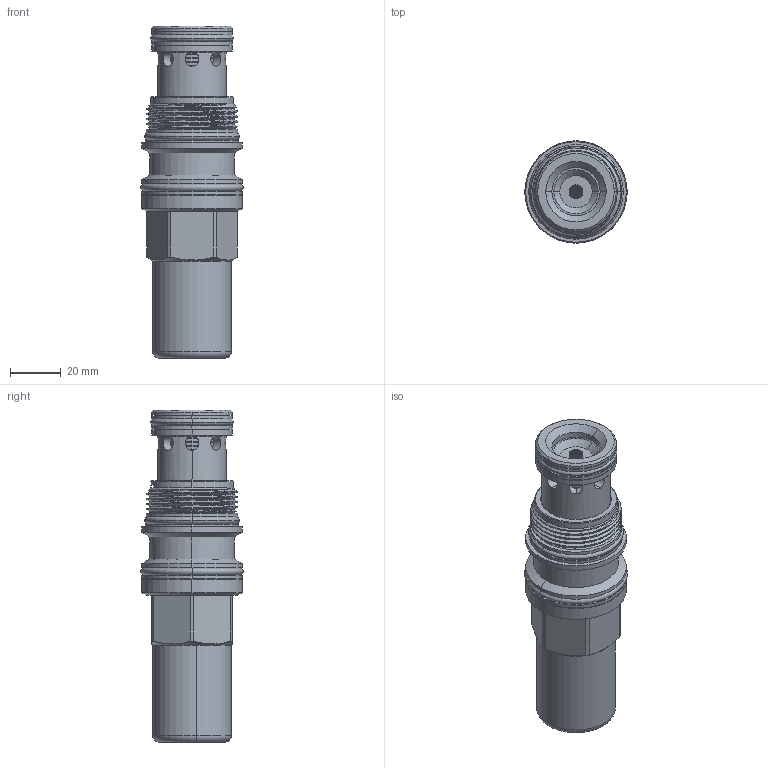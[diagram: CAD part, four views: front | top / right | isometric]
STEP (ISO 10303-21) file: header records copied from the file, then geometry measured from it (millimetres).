
FILE_DESCRIPTION (( 'STEP AP203' ), '1' );
FILE_NAME ('SQ17A30-C.STEP', '2020-03-25T02:21:03', ( '' ), ( '' ), 'SwSTEP 2.0', 'SolidWorks 2018', '' );
FILE_SCHEMA (( 'CONFIG_CONTROL_DESIGN' ));
Products named in the file (1): SQ17A30-C
Bounding box: 40.39 x 40.39 x 130.95 mm (x, y, z)
Volume: 94650.6 mm3; surface area: 32000.1 mm2
Topology: 8 solids, 11 shells, 822 faces, 2307 edges, 1440 vertices
Faces by surface type: cylinder 628, plane 80, cone 53, torus 48, bspline 9, sphere 4
Entity records: 58474 total; most frequent: CARTESIAN_POINT 38252, ORIENTED_EDGE 4610, DIRECTION 3388, EDGE_CURVE 2305, VERTEX_POINT 1440, AXIS2_PLACEMENT_3D 1355, EDGE_LOOP 1235, B_SPLINE_CURVE_WITH_KNOTS 1021
